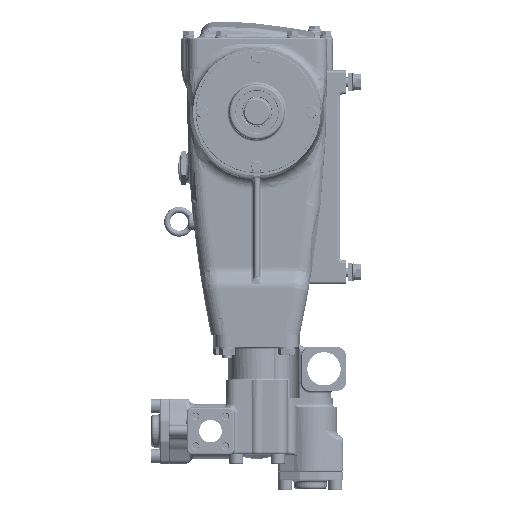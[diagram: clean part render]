
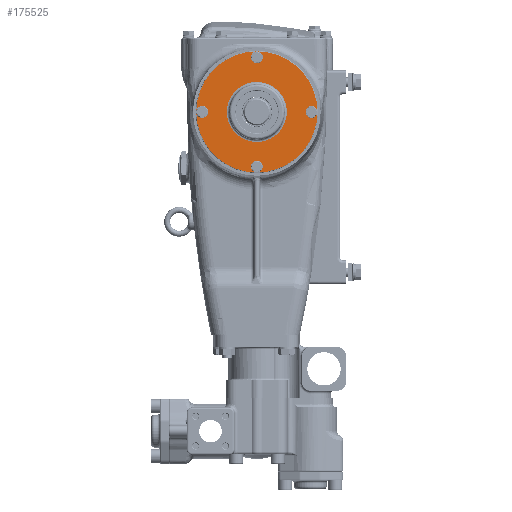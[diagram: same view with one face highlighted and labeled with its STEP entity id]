
A CAD part, left-side view. The second image highlights one B-rep face of the part: STEP entity #175525.
In plain terms, the highlighted planar face has unit normal (-1, 0, 0).
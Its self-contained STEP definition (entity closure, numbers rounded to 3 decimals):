
#133639 = CARTESIAN_POINT ( 'NONE',  ( -189., 0., 383. ) ) ;
#133700 = CARTESIAN_POINT ( 'NONE',  ( -189., 0., 567. ) ) ;
#133701 = DIRECTION ( 'NONE',  ( 0., 0., -1. ) ) ;
#133702 = DIRECTION ( 'NONE',  ( 1., 0., 0. ) ) ;
#133703 = CARTESIAN_POINT ( 'NONE',  ( -189., 0., 573.5 ) ) ;
#133704 = AXIS2_PLACEMENT_3D ( 'NONE', #133703, #133702, #133701 ) ;
#133705 = CIRCLE ( 'NONE', #133704, 6.5 ) ;
#133706 = CARTESIAN_POINT ( 'NONE',  ( -189., 0., 580. ) ) ;
#133729 = CARTESIAN_POINT ( 'NONE',  ( -189., -92., 488. ) ) ;
#133784 = CARTESIAN_POINT ( 'NONE',  ( -189., -92., 475. ) ) ;
#133785 = DIRECTION ( 'NONE',  ( 0., 0., -1. ) ) ;
#133786 = DIRECTION ( 'NONE',  ( 1., 0., 0. ) ) ;
#133787 = CARTESIAN_POINT ( 'NONE',  ( -189., -92., 481.5 ) ) ;
#133788 = AXIS2_PLACEMENT_3D ( 'NONE', #133787, #133786, #133785 ) ;
#133789 = CIRCLE ( 'NONE', #133788, 6.5 ) ;
#133790 = CARTESIAN_POINT ( 'NONE',  ( -189., 0., 583.5 ) ) ;
#133791 = DIRECTION ( 'NONE',  ( 0., 0., -1. ) ) ;
#133792 = DIRECTION ( 'NONE',  ( -1., 0., 0. ) ) ;
#133793 = CARTESIAN_POINT ( 'NONE',  ( -189., 0., 481.5 ) ) ;
#133794 = AXIS2_PLACEMENT_3D ( 'NONE', #133793, #133792, #133791 ) ;
#133795 = CIRCLE ( 'NONE', #133794, 102. ) ;
#133815 = DIRECTION ( 'NONE',  ( 0., 0., -1. ) ) ;
#133816 = DIRECTION ( 'NONE',  ( 1., 0., 0. ) ) ;
#133817 = CARTESIAN_POINT ( 'NONE',  ( -189., 0., 389.5 ) ) ;
#133818 = AXIS2_PLACEMENT_3D ( 'NONE', #133817, #133816, #133815 ) ;
#133819 = CIRCLE ( 'NONE', #133818, 6.5 ) ;
#133820 = CARTESIAN_POINT ( 'NONE',  ( -189., 0., 396. ) ) ;
#133824 = DIRECTION ( 'NONE',  ( 0., 0., -1. ) ) ;
#133825 = DIRECTION ( 'NONE',  ( 1., 0., 0. ) ) ;
#133826 = AXIS2_PLACEMENT_3D ( 'NONE', #133833, #133825, #133824 ) ;
#133827 = CIRCLE ( 'NONE', #133826, 50.5 ) ;
#133833 = CARTESIAN_POINT ( 'NONE',  ( -189., 0., 481.5 ) ) ;
#133853 = CARTESIAN_POINT ( 'NONE',  ( -189., 0., 379.5 ) ) ;
#133869 = CARTESIAN_POINT ( 'NONE',  ( -189., 92., 475. ) ) ;
#133870 = DIRECTION ( 'NONE',  ( 0., 0., -1. ) ) ;
#133871 = DIRECTION ( 'NONE',  ( 1., 0., 0. ) ) ;
#133872 = CARTESIAN_POINT ( 'NONE',  ( -189., 92., 481.5 ) ) ;
#133873 = AXIS2_PLACEMENT_3D ( 'NONE', #133872, #133871, #133870 ) ;
#133874 = CIRCLE ( 'NONE', #133873, 6.5 ) ;
#133875 = CARTESIAN_POINT ( 'NONE',  ( -189., 92., 488. ) ) ;
#133974 = CARTESIAN_POINT ( 'NONE',  ( -189., 0., 431. ) ) ;
#133975 = CARTESIAN_POINT ( 'NONE',  ( -189., 0., 532. ) ) ;
#134481 = DIRECTION ( 'NONE',  ( 0., 0., -1. ) ) ;
#134482 = DIRECTION ( 'NONE',  ( 1., 0., 0. ) ) ;
#134483 = CARTESIAN_POINT ( 'NONE',  ( -189., 0., 573.5 ) ) ;
#134484 = AXIS2_PLACEMENT_3D ( 'NONE', #134483, #134482, #134481 ) ;
#134485 = CIRCLE ( 'NONE', #134484, 6.5 ) ;
#134557 = DIRECTION ( 'NONE',  ( 0., 0., -1. ) ) ;
#134558 = DIRECTION ( 'NONE',  ( 1., 0., 0. ) ) ;
#134559 = CARTESIAN_POINT ( 'NONE',  ( -189., 0., 481.5 ) ) ;
#134560 = AXIS2_PLACEMENT_3D ( 'NONE', #134559, #134558, #134557 ) ;
#134561 = PLANE ( 'NONE',  #134560 ) ;
#134562 = CIRCLE ( 'NONE', #134627, 102. ) ;
#134563 = FACE_BOUND ( 'NONE', #175518, .T. ) ;
#134564 = FACE_BOUND ( 'NONE', #175514, .T. ) ;
#134565 = FACE_BOUND ( 'NONE', #175462, .T. ) ;
#134566 = FACE_BOUND ( 'NONE', #175458, .T. ) ;
#134567 = FACE_BOUND ( 'NONE', #175530, .T. ) ;
#134573 = FACE_OUTER_BOUND ( 'NONE', #175526, .T. ) ;
#134576 = DIRECTION ( 'NONE',  ( 0., 0., -1. ) ) ;
#134577 = DIRECTION ( 'NONE',  ( 1., 0., 0. ) ) ;
#134578 = CARTESIAN_POINT ( 'NONE',  ( -189., 0., 481.5 ) ) ;
#134579 = AXIS2_PLACEMENT_3D ( 'NONE', #134578, #134577, #134576 ) ;
#134580 = CIRCLE ( 'NONE', #134579, 50.5 ) ;
#134581 = DIRECTION ( 'NONE',  ( 0., 0., -1. ) ) ;
#134582 = DIRECTION ( 'NONE',  ( 1., 0., 0. ) ) ;
#134583 = CARTESIAN_POINT ( 'NONE',  ( -189., 0., 389.5 ) ) ;
#134584 = AXIS2_PLACEMENT_3D ( 'NONE', #134583, #134582, #134581 ) ;
#134585 = CIRCLE ( 'NONE', #134584, 6.5 ) ;
#134586 = DIRECTION ( 'NONE',  ( 0., 0., -1. ) ) ;
#134587 = DIRECTION ( 'NONE',  ( 1., 0., 0. ) ) ;
#134588 = CARTESIAN_POINT ( 'NONE',  ( -189., -92., 481.5 ) ) ;
#134589 = AXIS2_PLACEMENT_3D ( 'NONE', #134588, #134587, #134586 ) ;
#134590 = CIRCLE ( 'NONE', #134589, 6.5 ) ;
#134619 = DIRECTION ( 'NONE',  ( 0., 0., -1. ) ) ;
#134620 = DIRECTION ( 'NONE',  ( 1., 0., 0. ) ) ;
#134621 = CARTESIAN_POINT ( 'NONE',  ( -189., 92., 481.5 ) ) ;
#134622 = AXIS2_PLACEMENT_3D ( 'NONE', #134621, #134620, #134619 ) ;
#134623 = CIRCLE ( 'NONE', #134622, 6.5 ) ;
#134624 = DIRECTION ( 'NONE',  ( 0., 0., -1. ) ) ;
#134625 = DIRECTION ( 'NONE',  ( -1., 0., 0. ) ) ;
#134626 = CARTESIAN_POINT ( 'NONE',  ( -189., 0., 481.5 ) ) ;
#134627 = AXIS2_PLACEMENT_3D ( 'NONE', #134626, #134625, #134624 ) ;
#175048 = VERTEX_POINT ( 'NONE', #133639 ) ;
#175095 = VERTEX_POINT ( 'NONE', #133706 ) ;
#175097 = EDGE_CURVE ( 'NONE', #175098, #175095, #133705, .T. ) ;
#175098 = VERTEX_POINT ( 'NONE', #133700 ) ;
#175111 = VERTEX_POINT ( 'NONE', #133729 ) ;
#175113 = EDGE_CURVE ( 'NONE', #175114, #175111, #133789, .T. ) ;
#175114 = VERTEX_POINT ( 'NONE', #133784 ) ;
#175127 = VERTEX_POINT ( 'NONE', #133820 ) ;
#175129 = EDGE_CURVE ( 'NONE', #175048, #175127, #133819, .T. ) ;
#175139 = EDGE_CURVE ( 'NONE', #175140, #175141, #133795, .T. ) ;
#175140 = VERTEX_POINT ( 'NONE', #133790 ) ;
#175141 = VERTEX_POINT ( 'NONE', #133853 ) ;
#175153 = EDGE_CURVE ( 'NONE', #175207, #175208, #133827, .T. ) ;
#175161 = VERTEX_POINT ( 'NONE', #133875 ) ;
#175163 = EDGE_CURVE ( 'NONE', #175164, #175161, #133874, .T. ) ;
#175164 = VERTEX_POINT ( 'NONE', #133869 ) ;
#175207 = VERTEX_POINT ( 'NONE', #133975 ) ;
#175208 = VERTEX_POINT ( 'NONE', #133974 ) ;
#175458 = EDGE_LOOP ( 'NONE', ( #175459, #175460 ) ) ;
#175459 = ORIENTED_EDGE ( 'NONE', *, *, #175097, .T. ) ;
#175460 = ORIENTED_EDGE ( 'NONE', *, *, #175461, .T. ) ;
#175461 = EDGE_CURVE ( 'NONE', #175095, #175098, #134485, .T. ) ;
#175462 = EDGE_LOOP ( 'NONE', ( #175511, #175512 ) ) ;
#175511 = ORIENTED_EDGE ( 'NONE', *, *, #175113, .T. ) ;
#175512 = ORIENTED_EDGE ( 'NONE', *, *, #175513, .T. ) ;
#175513 = EDGE_CURVE ( 'NONE', #175111, #175114, #134590, .T. ) ;
#175514 = EDGE_LOOP ( 'NONE', ( #175515, #175516 ) ) ;
#175515 = ORIENTED_EDGE ( 'NONE', *, *, #175129, .T. ) ;
#175516 = ORIENTED_EDGE ( 'NONE', *, *, #175517, .T. ) ;
#175517 = EDGE_CURVE ( 'NONE', #175127, #175048, #134585, .T. ) ;
#175518 = EDGE_LOOP ( 'NONE', ( #175519, #175521 ) ) ;
#175519 = ORIENTED_EDGE ( 'NONE', *, *, #175520, .T. ) ;
#175520 = EDGE_CURVE ( 'NONE', #175208, #175207, #134580, .T. ) ;
#175521 = ORIENTED_EDGE ( 'NONE', *, *, #175153, .T. ) ;
#175525 = ADVANCED_FACE ( 'NONE', ( #134573, #134567, #134566, #134565, #134564, #134563 ), #134561, .F. ) ;
#175526 = EDGE_LOOP ( 'NONE', ( #175527, #175529 ) ) ;
#175527 = ORIENTED_EDGE ( 'NONE', *, *, #175528, .T. ) ;
#175528 = EDGE_CURVE ( 'NONE', #175141, #175140, #134562, .T. ) ;
#175529 = ORIENTED_EDGE ( 'NONE', *, *, #175139, .T. ) ;
#175530 = EDGE_LOOP ( 'NONE', ( #175531, #175532 ) ) ;
#175531 = ORIENTED_EDGE ( 'NONE', *, *, #175163, .T. ) ;
#175532 = ORIENTED_EDGE ( 'NONE', *, *, #175533, .T. ) ;
#175533 = EDGE_CURVE ( 'NONE', #175161, #175164, #134623, .T. ) ;
